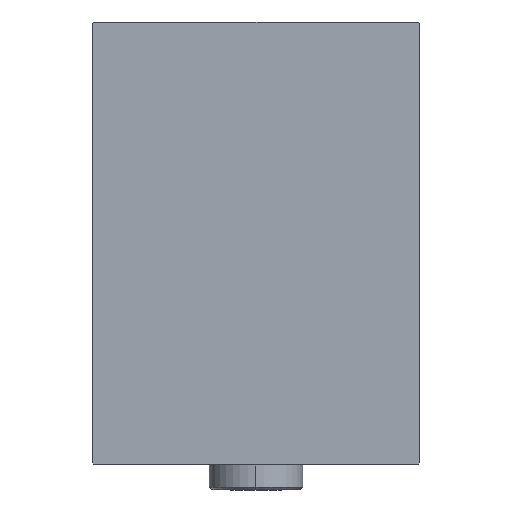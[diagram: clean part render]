
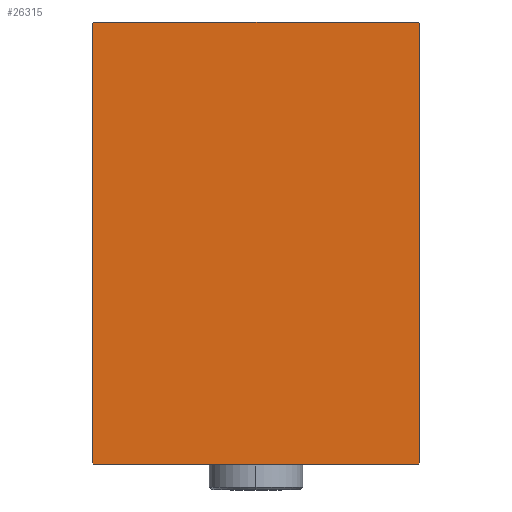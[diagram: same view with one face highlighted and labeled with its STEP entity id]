
A CAD part, left-side view. The second image highlights one B-rep face of the part: STEP entity #26315.
In plain terms, the highlighted face is planar.
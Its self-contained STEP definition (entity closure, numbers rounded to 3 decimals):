
#1867 = LINE ( 'NONE', #36306, #15966 ) ;
#2594 = EDGE_CURVE ( 'NONE', #39773, #18212, #44480, .T. ) ;
#3412 = PLANE ( 'NONE',  #43551 ) ;
#3648 = CARTESIAN_POINT ( 'NONE',  ( 113., 0., 0. ) ) ;
#3659 = CARTESIAN_POINT ( 'NONE',  ( 113., -31.5, -42.2 ) ) ;
#3826 = VECTOR ( 'NONE', #20667, 1000. ) ;
#3906 = CARTESIAN_POINT ( 'NONE',  ( 113., -31.2, 42.5 ) ) ;
#4936 = DIRECTION ( 'NONE',  ( 0., -0.707, 0.707 ) ) ;
#5578 = DIRECTION ( 'NONE',  ( 0., 0., 1. ) ) ;
#5821 = VERTEX_POINT ( 'NONE', #13030 ) ;
#9119 = DIRECTION ( 'NONE',  ( 0., 1., 0. ) ) ;
#9160 = CARTESIAN_POINT ( 'NONE',  ( 113., -36.85, 36.85 ) ) ;
#9292 = CARTESIAN_POINT ( 'NONE',  ( 113., 31.5, -42.5 ) ) ;
#10280 = ORIENTED_EDGE ( 'NONE', *, *, #35022, .T. ) ;
#12255 = VECTOR ( 'NONE', #21185, 1000. ) ;
#12348 = VERTEX_POINT ( 'NONE', #21137 ) ;
#13030 = CARTESIAN_POINT ( 'NONE',  ( 113., 31.5, -42.2 ) ) ;
#13364 = VECTOR ( 'NONE', #9119, 1000. ) ;
#13769 = LINE ( 'NONE', #17022, #12255 ) ;
#13882 = DIRECTION ( 'NONE',  ( 0., 0., -1. ) ) ;
#15181 = CARTESIAN_POINT ( 'NONE',  ( 113., -31.5, 42.5 ) ) ;
#15966 = VECTOR ( 'NONE', #43523, 1000. ) ;
#17022 = CARTESIAN_POINT ( 'NONE',  ( 113., 36.85, -36.85 ) ) ;
#17176 = LINE ( 'NONE', #9292, #24844 ) ;
#17357 = DIRECTION ( 'NONE',  ( 1., 0., 0. ) ) ;
#18212 = VERTEX_POINT ( 'NONE', #24625 ) ;
#18994 = VECTOR ( 'NONE', #4936, 1000. ) ;
#19581 = DIRECTION ( 'NONE',  ( 0., 0., -1. ) ) ;
#19583 = CARTESIAN_POINT ( 'NONE',  ( 113., -31.5, -42.5 ) ) ;
#19857 = DIRECTION ( 'NONE',  ( 0., -0.707, -0.707 ) ) ;
#20667 = DIRECTION ( 'NONE',  ( 0., -1., 0. ) ) ;
#20927 = EDGE_CURVE ( 'NONE', #12348, #5821, #13769, .T. ) ;
#21137 = CARTESIAN_POINT ( 'NONE',  ( 113., 31.2, -42.5 ) ) ;
#21185 = DIRECTION ( 'NONE',  ( 0., 0.707, 0.707 ) ) ;
#23178 = CARTESIAN_POINT ( 'NONE',  ( 113., -31.5, 42.2 ) ) ;
#23286 = CARTESIAN_POINT ( 'NONE',  ( 113., 36.85, 36.85 ) ) ;
#23311 = EDGE_CURVE ( 'NONE', #34775, #40052, #43575, .T. ) ;
#23676 = EDGE_CURVE ( 'NONE', #40052, #24213, #1867, .T. ) ;
#23764 = EDGE_CURVE ( 'NONE', #5821, #39773, #17176, .T. ) ;
#23765 = ORIENTED_EDGE ( 'NONE', *, *, #45014, .T. ) ;
#23869 = VERTEX_POINT ( 'NONE', #3906 ) ;
#24155 = LINE ( 'NONE', #38815, #3826 ) ;
#24213 = VERTEX_POINT ( 'NONE', #32412 ) ;
#24625 = CARTESIAN_POINT ( 'NONE',  ( 113., 31.2, 42.5 ) ) ;
#24844 = VECTOR ( 'NONE', #5578, 1000. ) ;
#25529 = ORIENTED_EDGE ( 'NONE', *, *, #23311, .T. ) ;
#26315 = ADVANCED_FACE ( 'NONE', ( #35512 ), #3412, .T. ) ;
#27026 = LINE ( 'NONE', #19583, #13364 ) ;
#29661 = VECTOR ( 'NONE', #19857, 1000. ) ;
#29696 = EDGE_LOOP ( 'NONE', ( #41841, #39195, #30102, #40400, #23765, #10280, #25529, #30829 ) ) ;
#30061 = VECTOR ( 'NONE', #19581, 1000. ) ;
#30102 = ORIENTED_EDGE ( 'NONE', *, *, #23764, .T. ) ;
#30829 = ORIENTED_EDGE ( 'NONE', *, *, #23676, .T. ) ;
#32412 = CARTESIAN_POINT ( 'NONE',  ( 113., -31.2, -42.5 ) ) ;
#34775 = VERTEX_POINT ( 'NONE', #23178 ) ;
#35022 = EDGE_CURVE ( 'NONE', #23869, #34775, #41041, .T. ) ;
#35512 = FACE_OUTER_BOUND ( 'NONE', #29696, .T. ) ;
#36306 = CARTESIAN_POINT ( 'NONE',  ( 113., -36.85, -36.85 ) ) ;
#37436 = CARTESIAN_POINT ( 'NONE',  ( 113., 31.5, 42.2 ) ) ;
#38815 = CARTESIAN_POINT ( 'NONE',  ( 113., 31.5, 42.5 ) ) ;
#39195 = ORIENTED_EDGE ( 'NONE', *, *, #20927, .T. ) ;
#39773 = VERTEX_POINT ( 'NONE', #37436 ) ;
#40052 = VERTEX_POINT ( 'NONE', #3659 ) ;
#40400 = ORIENTED_EDGE ( 'NONE', *, *, #2594, .T. ) ;
#41041 = LINE ( 'NONE', #9160, #29661 ) ;
#41841 = ORIENTED_EDGE ( 'NONE', *, *, #41946, .T. ) ;
#41946 = EDGE_CURVE ( 'NONE', #24213, #12348, #27026, .T. ) ;
#43523 = DIRECTION ( 'NONE',  ( 0., 0.707, -0.707 ) ) ;
#43551 = AXIS2_PLACEMENT_3D ( 'NONE', #3648, #17357, #13882 ) ;
#43575 = LINE ( 'NONE', #15181, #30061 ) ;
#44480 = LINE ( 'NONE', #23286, #18994 ) ;
#45014 = EDGE_CURVE ( 'NONE', #18212, #23869, #24155, .T. ) ;
